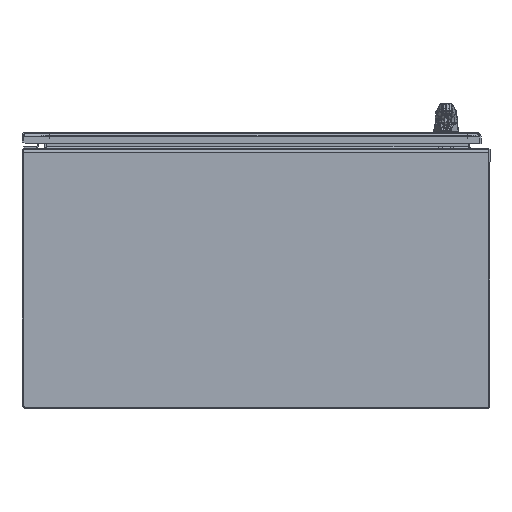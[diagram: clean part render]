
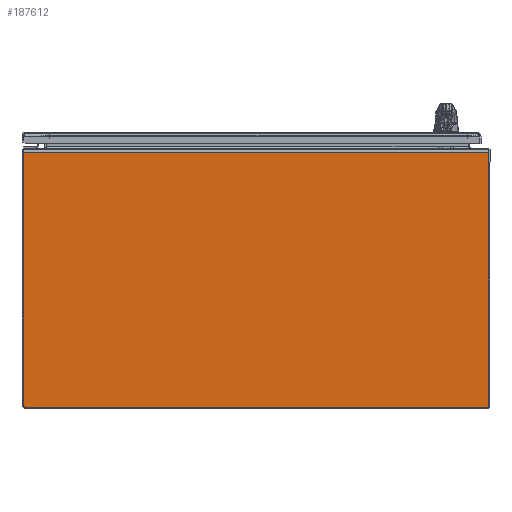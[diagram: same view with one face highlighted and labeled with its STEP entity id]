
A CAD part, front view. The second image highlights one B-rep face of the part: STEP entity #187612.
In plain terms, the highlighted planar face has unit normal (0, -1, 0).
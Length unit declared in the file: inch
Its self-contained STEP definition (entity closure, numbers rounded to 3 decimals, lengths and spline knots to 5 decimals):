
#4740 = LINE ( 'NONE', #99334, #196279 ) ;
#13436 = DIRECTION ( 'NONE',  ( 0., 0., -1. ) ) ;
#26579 = LINE ( 'NONE', #101542, #90821 ) ;
#27903 = ORIENTED_EDGE ( 'NONE', *, *, #103457, .T. ) ;
#32990 = ORIENTED_EDGE ( 'NONE', *, *, #133827, .T. ) ;
#49018 = FACE_OUTER_BOUND ( 'NONE', #138046, .T. ) ;
#50248 = DIRECTION ( 'NONE',  ( 0., -1., 0. ) ) ;
#58506 = CARTESIAN_POINT ( 'NONE',  ( 17.9585, -45.0625, -9.4265 ) ) ;
#70110 = VERTEX_POINT ( 'NONE', #58506 ) ;
#70565 = CARTESIAN_POINT ( 'NONE',  ( -17.9585, -45.0625, -9.4265 ) ) ;
#75043 = EDGE_CURVE ( 'NONE', #195902, #144649, #26579, .T. ) ;
#77468 = CARTESIAN_POINT ( 'NONE',  ( 17.9585, -45.0625, 10.2405 ) ) ;
#90821 = VECTOR ( 'NONE', #193709, 39.37008 ) ;
#92873 = EDGE_CURVE ( 'NONE', #136925, #70110, #107690, .T. ) ;
#96920 = DIRECTION ( 'NONE',  ( 0., 0., 1. ) ) ;
#99334 = CARTESIAN_POINT ( 'NONE',  ( 17.9585, -45.0625, 0.532 ) ) ;
#101542 = CARTESIAN_POINT ( 'NONE',  ( 0., -45.0625, 10.2405 ) ) ;
#103110 = CARTESIAN_POINT ( 'NONE',  ( 0., -45.0625, 0.532 ) ) ;
#103457 = EDGE_CURVE ( 'NONE', #70110, #195902, #4740, .T. ) ;
#107690 = LINE ( 'NONE', #182547, #179545 ) ;
#108035 = LINE ( 'NONE', #128768, #202235 ) ;
#125038 = DIRECTION ( 'NONE',  ( 0., 0., 1. ) ) ;
#128768 = CARTESIAN_POINT ( 'NONE',  ( -17.9585, -45.0625, 0.532 ) ) ;
#133643 = CARTESIAN_POINT ( 'NONE',  ( -17.9585, -45.0625, 10.2405 ) ) ;
#133827 = EDGE_CURVE ( 'NONE', #144649, #136925, #108035, .T. ) ;
#136925 = VERTEX_POINT ( 'NONE', #70565 ) ;
#138046 = EDGE_LOOP ( 'NONE', ( #184300, #27903, #153277, #32990 ) ) ;
#144649 = VERTEX_POINT ( 'NONE', #133643 ) ;
#153277 = ORIENTED_EDGE ( 'NONE', *, *, #75043, .T. ) ;
#179545 = VECTOR ( 'NONE', #181340, 39.37008 ) ;
#181340 = DIRECTION ( 'NONE',  ( 1., 0., 0. ) ) ;
#182547 = CARTESIAN_POINT ( 'NONE',  ( 0., -45.0625, -9.4265 ) ) ;
#184300 = ORIENTED_EDGE ( 'NONE', *, *, #92873, .T. ) ;
#187612 = ADVANCED_FACE ( 'NONE', ( #49018 ), #218521, .T. ) ;
#193709 = DIRECTION ( 'NONE',  ( -1., 0., 0. ) ) ;
#195902 = VERTEX_POINT ( 'NONE', #77468 ) ;
#196279 = VECTOR ( 'NONE', #96920, 39.37008 ) ;
#202235 = VECTOR ( 'NONE', #13436, 39.37008 ) ;
#218521 = PLANE ( 'NONE',  #234248 ) ;
#234248 = AXIS2_PLACEMENT_3D ( 'NONE', #103110, #50248, #125038 ) ;
